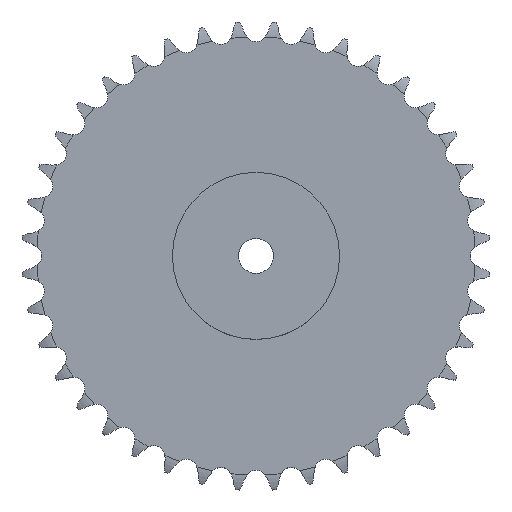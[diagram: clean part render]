
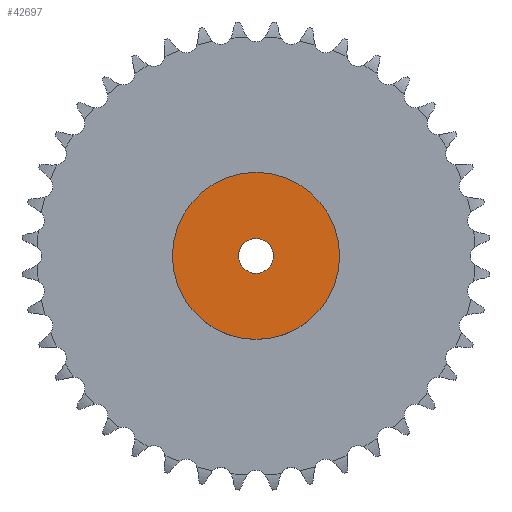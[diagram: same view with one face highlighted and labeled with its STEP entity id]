
A CAD part, top view. The second image highlights one B-rep face of the part: STEP entity #42697.
In plain terms, the highlighted planar face has unit normal (0, 0, 1).
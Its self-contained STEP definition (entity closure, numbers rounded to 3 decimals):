
#7161 = CYLINDRICAL_SURFACE('',#7162,60.);
#7162 = AXIS2_PLACEMENT_3D('',#7163,#7164,#7165);
#7163 = CARTESIAN_POINT('',(0.,0.,0.));
#7164 = DIRECTION('',(-0.,-0.,-1.));
#7165 = DIRECTION('',(1.,0.,0.));
#31930 = VERTEX_POINT('',#31931);
#31931 = CARTESIAN_POINT('',(60.,0.,50.));
#31952 = EDGE_CURVE('',#31930,#31930,#31953,.T.);
#31953 = SURFACE_CURVE('',#31954,(#31959,#31966),.PCURVE_S1.);
#31954 = CIRCLE('',#31955,60.);
#31955 = AXIS2_PLACEMENT_3D('',#31956,#31957,#31958);
#31956 = CARTESIAN_POINT('',(0.,0.,50.));
#31957 = DIRECTION('',(0.,0.,1.));
#31958 = DIRECTION('',(1.,0.,0.));
#31959 = PCURVE('',#7161,#31960);
#31960 = DEFINITIONAL_REPRESENTATION('',(#31961),#31965);
#31961 = LINE('',#31962,#31963);
#31962 = CARTESIAN_POINT('',(-0.,-50.));
#31963 = VECTOR('',#31964,1.);
#31964 = DIRECTION('',(-1.,0.));
#31965 = ( GEOMETRIC_REPRESENTATION_CONTEXT(2) 
PARAMETRIC_REPRESENTATION_CONTEXT() REPRESENTATION_CONTEXT('2D SPACE',''
  ) );
#31966 = PCURVE('',#31967,#31972);
#31967 = PLANE('',#31968);
#31968 = AXIS2_PLACEMENT_3D('',#31969,#31970,#31971);
#31969 = CARTESIAN_POINT('',(0.,0.,50.)
  );
#31970 = DIRECTION('',(0.,0.,1.));
#31971 = DIRECTION('',(1.,0.,0.));
#31972 = DEFINITIONAL_REPRESENTATION('',(#31973),#31977);
#31973 = CIRCLE('',#31974,60.);
#31974 = AXIS2_PLACEMENT_2D('',#31975,#31976);
#31975 = CARTESIAN_POINT('',(0.,0.));
#31976 = DIRECTION('',(1.,0.));
#31977 = ( GEOMETRIC_REPRESENTATION_CONTEXT(2) 
PARAMETRIC_REPRESENTATION_CONTEXT() REPRESENTATION_CONTEXT('2D SPACE',''
  ) );
#38201 = CYLINDRICAL_SURFACE('',#38202,12.5);
#38202 = AXIS2_PLACEMENT_3D('',#38203,#38204,#38205);
#38203 = CARTESIAN_POINT('',(0.,0.,504.621));
#38204 = DIRECTION('',(0.,0.,1.));
#38205 = DIRECTION('',(1.,0.,0.));
#42697 = ADVANCED_FACE('',(#42698,#42701),#31967,.T.);
#42698 = FACE_BOUND('',#42699,.T.);
#42699 = EDGE_LOOP('',(#42700));
#42700 = ORIENTED_EDGE('',*,*,#31952,.T.);
#42701 = FACE_BOUND('',#42702,.T.);
#42702 = EDGE_LOOP('',(#42703));
#42703 = ORIENTED_EDGE('',*,*,#42704,.F.);
#42704 = EDGE_CURVE('',#42705,#42705,#42707,.T.);
#42705 = VERTEX_POINT('',#42706);
#42706 = CARTESIAN_POINT('',(12.5,0.,50.));
#42707 = SURFACE_CURVE('',#42708,(#42713,#42720),.PCURVE_S1.);
#42708 = CIRCLE('',#42709,12.5);
#42709 = AXIS2_PLACEMENT_3D('',#42710,#42711,#42712);
#42710 = CARTESIAN_POINT('',(0.,0.,50.));
#42711 = DIRECTION('',(0.,0.,1.));
#42712 = DIRECTION('',(1.,0.,0.));
#42713 = PCURVE('',#31967,#42714);
#42714 = DEFINITIONAL_REPRESENTATION('',(#42715),#42719);
#42715 = CIRCLE('',#42716,12.5);
#42716 = AXIS2_PLACEMENT_2D('',#42717,#42718);
#42717 = CARTESIAN_POINT('',(0.,0.));
#42718 = DIRECTION('',(1.,0.));
#42719 = ( GEOMETRIC_REPRESENTATION_CONTEXT(2) 
PARAMETRIC_REPRESENTATION_CONTEXT() REPRESENTATION_CONTEXT('2D SPACE',''
  ) );
#42720 = PCURVE('',#38201,#42721);
#42721 = DEFINITIONAL_REPRESENTATION('',(#42722),#42726);
#42722 = LINE('',#42723,#42724);
#42723 = CARTESIAN_POINT('',(0.,-454.621));
#42724 = VECTOR('',#42725,1.);
#42725 = DIRECTION('',(1.,0.));
#42726 = ( GEOMETRIC_REPRESENTATION_CONTEXT(2) 
PARAMETRIC_REPRESENTATION_CONTEXT() REPRESENTATION_CONTEXT('2D SPACE',''
  ) );
